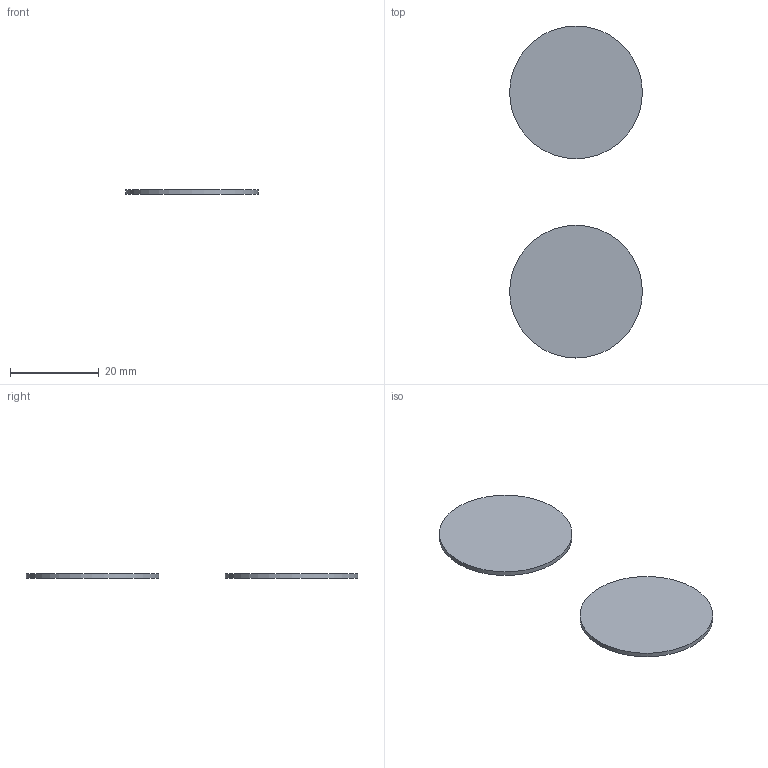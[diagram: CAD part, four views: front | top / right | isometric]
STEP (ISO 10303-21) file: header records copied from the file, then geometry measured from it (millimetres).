
FILE_DESCRIPTION(/* description */ (''),/* implementation_level */ '2;1');
FILE_NAME(/* name */ 'test_h.step',/* time_stamp */ '2023-05-05T09:17:44-07:00',/* author */ (''),/* organization */ (''),/* preprocessor_version */ 'ST-DEVELOPER v19.2',/* originating_system */ 'Autodesk Translation Framework v12.4.0.73',/* authorisation */ '');
FILE_SCHEMA (('AUTOMOTIVE_DESIGN { 1 0 10303 214 3 1 1 }'));
Length unit declared in the file: millimetre
Products named in the file (4): (Unsaved); Root; Leaf1; Leaf2
Assembly tree (3 placements, depth 3):
  (Unsaved)
    Root
      Leaf1
      Leaf2
Bounding box: 30 x 75 x 1 mm (x, y, z)
Volume: 1413.7 mm3; surface area: 3015.9 mm2
Topology: 2 solids, 2 shells, 6 faces, 6 edges, 4 vertices
Faces by surface type: plane 4, cylinder 2
Full cylindrical faces by diameter (mm): 30 x2
Entity records: 219 total; most frequent: DIRECTION 36, CARTESIAN_POINT 23, AXIS2_PLACEMENT_3D 17, ORIENTED_EDGE 12, PRODUCT_DEFINITION_SHAPE 7, FACE_OUTER_BOUND 6, EDGE_LOOP 6, EDGE_CURVE 6
